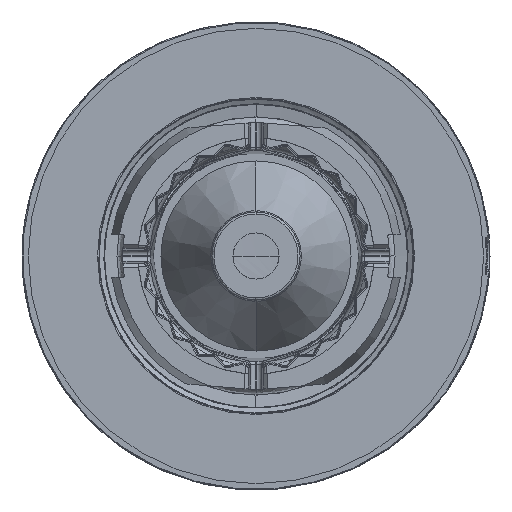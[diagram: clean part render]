
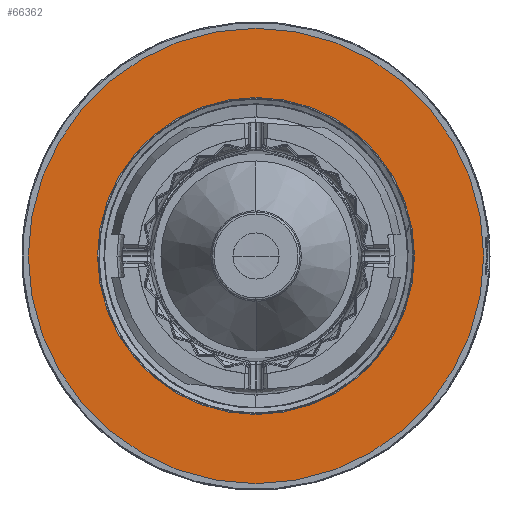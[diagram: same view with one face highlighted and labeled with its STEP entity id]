
A CAD part, front view. The second image highlights one B-rep face of the part: STEP entity #66362.
In plain terms, the highlighted face is planar.
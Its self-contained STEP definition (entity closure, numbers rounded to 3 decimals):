
#52015=CARTESIAN_POINT('',(0.,0.,0.));
#52016=DIRECTION('',(0.,-1.,0.));
#52017=DIRECTION('',(0.,0.,-1.));
#52018=AXIS2_PLACEMENT_3D('',#52015,#52016,#52017);
#52023=CARTESIAN_POINT('',(0.,0.,0.));
#52024=DIRECTION('',(0.,-1.,0.));
#52025=DIRECTION('',(0.,0.,1.));
#52026=AXIS2_PLACEMENT_3D('',#52023,#52024,#52025);
#52031=CARTESIAN_POINT('',(0.,0.,0.));
#52032=DIRECTION('',(0.,1.,0.));
#52033=DIRECTION('',(0.,0.,1.));
#52034=AXIS2_PLACEMENT_3D('',#52031,#52032,#52033);
#52039=CARTESIAN_POINT('',(0.,0.,0.));
#52040=DIRECTION('',(0.,1.,0.));
#52041=DIRECTION('',(0.,0.,-1.));
#52042=AXIS2_PLACEMENT_3D('',#52039,#52040,#52041);
#65200=CARTESIAN_POINT('',(0.,0.,-21.7));
#65201=CARTESIAN_POINT('',(0.,0.,21.7));
#65202=VERTEX_POINT('',#65200);
#65203=VERTEX_POINT('',#65201);
#65204=CARTESIAN_POINT('',(0.,0.,15.1));
#65205=CARTESIAN_POINT('',(0.,0.,-15.1));
#65206=VERTEX_POINT('',#65204);
#65207=VERTEX_POINT('',#65205);
#66345=CARTESIAN_POINT('',(0.,0.,0.));
#66346=DIRECTION('',(0.,1.,0.));
#66347=DIRECTION('',(1.,0.,0.));
#66348=AXIS2_PLACEMENT_3D('',#66345,#66346,#66347);
#66349=PLANE('',#66348);
#66351=ORIENTED_EDGE('',*,*,#66350,.T.);
#66353=ORIENTED_EDGE('',*,*,#66352,.T.);
#66354=EDGE_LOOP('',(#66351,#66353));
#66355=FACE_OUTER_BOUND('',#66354,.F.);
#66357=ORIENTED_EDGE('',*,*,#66356,.T.);
#66359=ORIENTED_EDGE('',*,*,#66358,.T.);
#66360=EDGE_LOOP('',(#66357,#66359));
#66361=FACE_BOUND('',#66360,.F.);
#66362=ADVANCED_FACE('',(#66355,#66361),#66349,.T.);
#52019=CIRCLE('',#52018,21.7);
#52027=CIRCLE('',#52026,21.7);
#52035=CIRCLE('',#52034,15.1);
#52043=CIRCLE('',#52042,15.1);
#66350=EDGE_CURVE('',#65202,#65203,#52019,.T.);
#66352=EDGE_CURVE('',#65203,#65202,#52027,.T.);
#66356=EDGE_CURVE('',#65206,#65207,#52035,.T.);
#66358=EDGE_CURVE('',#65207,#65206,#52043,.T.);
